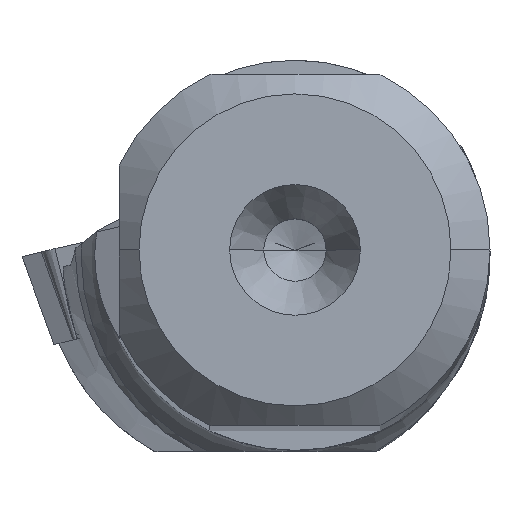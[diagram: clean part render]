
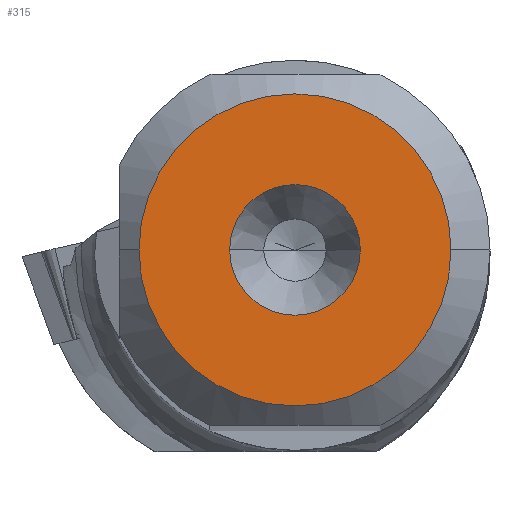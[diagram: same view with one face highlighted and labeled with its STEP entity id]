
A CAD part, top view. The second image highlights one B-rep face of the part: STEP entity #315.
In plain terms, the highlighted planar face has unit normal (0, 0, 1).
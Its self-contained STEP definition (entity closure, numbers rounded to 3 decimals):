
#315=ADVANCED_FACE('',(#370,#371),#356,.T.);
#356=PLANE('',#1990);
#370=FACE_BOUND('',#453,.T.);
#371=FACE_BOUND('',#454,.T.);
#453=EDGE_LOOP('',(#910,#911,#912,#913));
#454=EDGE_LOOP('',(#914,#915));
#910=ORIENTED_EDGE('',*,*,#1363,.F.);
#911=ORIENTED_EDGE('',*,*,#1361,.F.);
#912=ORIENTED_EDGE('',*,*,#1360,.F.);
#913=ORIENTED_EDGE('',*,*,#1364,.F.);
#914=ORIENTED_EDGE('',*,*,#1368,.F.);
#915=ORIENTED_EDGE('',*,*,#1369,.F.);
#1122=VERTEX_POINT('',#3483);
#1123=VERTEX_POINT('',#3485);
#1124=VERTEX_POINT('',#3487);
#1125=VERTEX_POINT('',#3491);
#1127=VERTEX_POINT('',#3507);
#1128=VERTEX_POINT('',#3508);
#1360=EDGE_CURVE('',#1122,#1123,#1473,.T.);
#1361=EDGE_CURVE('',#1123,#1124,#1474,.T.);
#1363=EDGE_CURVE('',#1124,#1125,#1475,.T.);
#1364=EDGE_CURVE('',#1125,#1122,#1476,.T.);
#1368=EDGE_CURVE('',#1127,#1128,#1477,.T.);
#1369=EDGE_CURVE('',#1128,#1127,#1478,.T.);
#1473=CIRCLE('',#1980,4.);
#1474=CIRCLE('',#1981,4.);
#1475=CIRCLE('',#1983,4.);
#1476=CIRCLE('',#1984,4.);
#1477=CIRCLE('',#1988,1.675);
#1478=CIRCLE('',#1989,1.675);
#1980=AXIS2_PLACEMENT_3D('',#3484,#2457,#2458);
#1981=AXIS2_PLACEMENT_3D('',#3486,#2459,#2460);
#1983=AXIS2_PLACEMENT_3D('',#3490,#2464,#2465);
#1984=AXIS2_PLACEMENT_3D('',#3492,#2466,#2467);
#1988=AXIS2_PLACEMENT_3D('',#3506,#2475,#2476);
#1989=AXIS2_PLACEMENT_3D('',#3509,#2477,#2478);
#1990=AXIS2_PLACEMENT_3D('',#3510,#2479,#2480);
#2457=DIRECTION('',(0.,0.,-1.));
#2458=DIRECTION('',(1.,0.,0.));
#2459=DIRECTION('',(0.,0.,-1.));
#2460=DIRECTION('',(0.,-1.,0.));
#2464=DIRECTION('',(0.,0.,-1.));
#2465=DIRECTION('',(-1.,0.,0.));
#2466=DIRECTION('',(0.,0.,-1.));
#2467=DIRECTION('',(0.,1.,0.));
#2475=DIRECTION('',(0.,0.,1.));
#2476=DIRECTION('',(1.,0.,0.));
#2477=DIRECTION('',(0.,0.,1.));
#2478=DIRECTION('',(-1.,0.,0.));
#2479=DIRECTION('',(0.,0.,1.));
#2480=DIRECTION('',(1.,0.,0.));
#3483=CARTESIAN_POINT('',(4.,0.,0.));
#3484=CARTESIAN_POINT('',(0.,0.,0.));
#3485=CARTESIAN_POINT('',(0.,-4.,0.));
#3486=CARTESIAN_POINT('',(0.,0.,0.));
#3487=CARTESIAN_POINT('',(-4.,0.,0.));
#3490=CARTESIAN_POINT('',(0.,0.,0.));
#3491=CARTESIAN_POINT('',(0.,4.,0.));
#3492=CARTESIAN_POINT('',(0.,0.,0.));
#3506=CARTESIAN_POINT('',(0.,0.,0.));
#3507=CARTESIAN_POINT('',(1.675,0.,0.));
#3508=CARTESIAN_POINT('',(-1.675,0.,0.));
#3509=CARTESIAN_POINT('',(0.,0.,0.));
#3510=CARTESIAN_POINT('',(0.,0.,0.));
